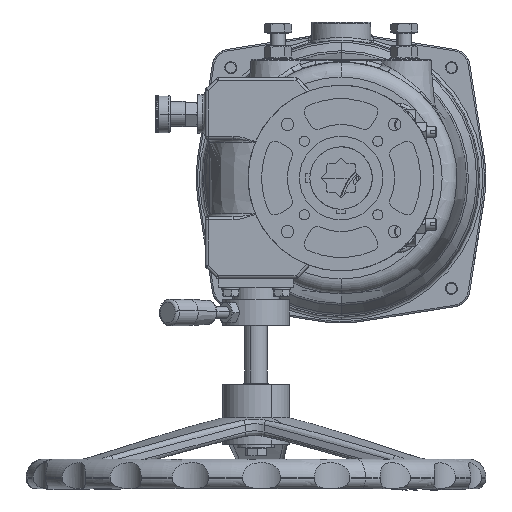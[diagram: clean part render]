
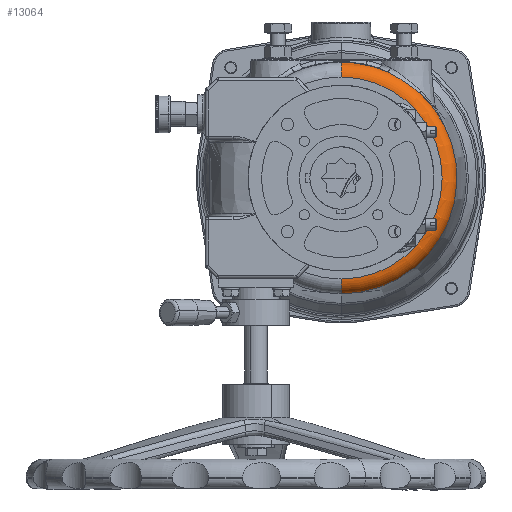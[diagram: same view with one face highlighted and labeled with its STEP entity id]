
A CAD part, front view. The second image highlights one B-rep face of the part: STEP entity #13064.
In plain terms, the highlighted toroidal (fillet/blend) face has major radius 68.002 mm and minor radius 10 mm.
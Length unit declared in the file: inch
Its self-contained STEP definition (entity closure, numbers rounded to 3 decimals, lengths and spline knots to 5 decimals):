
#541 = CARTESIAN_POINT ( 'NONE',  ( 5.08753, 1.11555, 6.78838 ) ) ;
#3141 = VERTEX_POINT ( 'NONE', #49722 ) ;
#3189 = ORIENTED_EDGE ( 'NONE', *, *, #31656, .F. ) ;
#3535 = CARTESIAN_POINT ( 'NONE',  ( 6.37303, 1.45391, 6.89637 ) ) ;
#3564 = ORIENTED_EDGE ( 'NONE', *, *, #98789, .T. ) ;
#3964 = CIRCLE ( 'NONE', #100111, 3.07039 ) ;
#4027 = CARTESIAN_POINT ( 'NONE',  ( 6.91623, 1.39833, 6.55882 ) ) ;
#5290 = CARTESIAN_POINT ( 'NONE',  ( 5.08753, 1.50925, 4.11115 ) ) ;
#6315 = DIRECTION ( 'NONE',  ( 0., 0., 1. ) ) ;
#9061 = AXIS2_PLACEMENT_3D ( 'NONE', #61041, #99313, #14034 ) ;
#10438 = CARTESIAN_POINT ( 'NONE',  ( 5.08753, 1.50925, 1.43392 ) ) ;
#10688 = CARTESIAN_POINT ( 'NONE',  ( 6.33433, 1.46961, 6.91623 ) ) ;
#11184 = CARTESIAN_POINT ( 'NONE',  ( 6.29555, 1.48865, 6.93391 ) ) ;
#12887 = EDGE_CURVE ( 'NONE', #84859, #61010, #75918, .T. ) ;
#13064 = ADVANCED_FACE ( 'NONE', ( #45019 ), #67837, .T. ) ;
#14034 = DIRECTION ( 'NONE',  ( 0., 0., 1. ) ) ;
#14506 = DIRECTION ( 'NONE',  ( 0., 0., -1. ) ) ;
#15991 = EDGE_LOOP ( 'NONE', ( #3189, #21341, #3564, #21917, #18351, #53874 ) ) ;
#18302 = CARTESIAN_POINT ( 'NONE',  ( 7.06413, 1.43149, 6.45355 ) ) ;
#18351 = ORIENTED_EDGE ( 'NONE', *, *, #94364, .T. ) ;
#19309 = CARTESIAN_POINT ( 'NONE',  ( 6.62674, 1.39258, 6.74813 ) ) ;
#19819 = CARTESIAN_POINT ( 'NONE',  ( 6.56812, 1.40101, 6.78437 ) ) ;
#21341 = ORIENTED_EDGE ( 'NONE', *, *, #91580, .T. ) ;
#21917 = ORIENTED_EDGE ( 'NONE', *, *, #30991, .T. ) ;
#22443 = CIRCLE ( 'NONE', #64936, 0.3937 ) ;
#24288 = VERTEX_POINT ( 'NONE', #78956 ) ;
#27894 = CARTESIAN_POINT ( 'NONE',  ( 6.45069, 1.42761, 6.85401 ) ) ;
#28243 = DIRECTION ( 'NONE',  ( 0., 0., 1. ) ) ;
#28385 = CARTESIAN_POINT ( 'NONE',  ( 6.72389, 1.38531, 6.68651 ) ) ;
#28906 = DIRECTION ( 'NONE',  ( 0., 0., 1. ) ) ;
#29762 = CARTESIAN_POINT ( 'NONE',  ( 5.08753, 1.50925, 6.78838 ) ) ;
#30991 = EDGE_CURVE ( 'NONE', #3141, #24288, #84701, .T. ) ;
#31656 = EDGE_CURVE ( 'NONE', #35848, #84859, #92989, .T. ) ;
#34618 = CARTESIAN_POINT ( 'NONE',  ( 7.19885, 1.48865, 6.34041 ) ) ;
#35848 = VERTEX_POINT ( 'NONE', #54901 ) ;
#36372 = DIRECTION ( 'NONE',  ( 0., -1., 0. ) ) ;
#37154 = CARTESIAN_POINT ( 'NONE',  ( 5.08753, 1.48865, 4.11115 ) ) ;
#40587 = CARTESIAN_POINT ( 'NONE',  ( 5.08753, 1.11555, 1.43392 ) ) ;
#45019 = FACE_OUTER_BOUND ( 'NONE', #15991, .T. ) ;
#49722 = CARTESIAN_POINT ( 'NONE',  ( 6.29555, 1.48865, 6.93391 ) ) ;
#50931 = CARTESIAN_POINT ( 'NONE',  ( 6.95387, 1.40515, 6.53276 ) ) ;
#52177 = AXIS2_PLACEMENT_3D ( 'NONE', #10438, #95750, #96230 ) ;
#52832 = CARTESIAN_POINT ( 'NONE',  ( 5.08753, 1.48865, 4.11115 ) ) ;
#53485 = DIRECTION ( 'NONE',  ( 0., -1., 0. ) ) ;
#53874 = ORIENTED_EDGE ( 'NONE', *, *, #12887, .F. ) ;
#54901 = CARTESIAN_POINT ( 'NONE',  ( 5.08753, 1.48865, 1.04076 ) ) ;
#56993 = AXIS2_PLACEMENT_3D ( 'NONE', #52832, #67162, #28243 ) ;
#57663 = CARTESIAN_POINT ( 'NONE',  ( 6.83965, 1.38887, 6.61066 ) ) ;
#59356 = B_SPLINE_CURVE_WITH_KNOTS ( 'NONE', 3,
 ( #34618, #81210, #18302, #50931, #4027, #57663, #73024, #28385, #80704, #19309, #82676, #19819, #97923, #65354, #27894, #3535, #10688, #11184 ),
 .UNSPECIFIED., .F., .F.,
 ( 4, 2, 2, 2, 2, 2, 2, 2, 4 ),
 ( 0., 0.00702, 0.01053, 0.01403, 0.01754, 0.0193, 0.02105, 0.02456, 0.02807 ),
 .UNSPECIFIED. ) ;
#59689 = AXIS2_PLACEMENT_3D ( 'NONE', #5290, #36372, #6315 ) ;
#61010 = VERTEX_POINT ( 'NONE', #541 ) ;
#61041 = CARTESIAN_POINT ( 'NONE',  ( 5.08753, 1.11555, 4.11115 ) ) ;
#61228 = VERTEX_POINT ( 'NONE', #91796 ) ;
#64936 = AXIS2_PLACEMENT_3D ( 'NONE', #29762, #100774, #14506 ) ;
#65354 = CARTESIAN_POINT ( 'NONE',  ( 6.48964, 1.41704, 6.83148 ) ) ;
#67162 = DIRECTION ( 'NONE',  ( 0., -1., 0. ) ) ;
#67837 = TOROIDAL_SURFACE ( 'NONE', #59689, 2.67723, 0.3937 ) ;
#73024 = CARTESIAN_POINT ( 'NONE',  ( 6.80115, 1.38628, 6.63615 ) ) ;
#75918 = CIRCLE ( 'NONE', #9061, 2.67723 ) ;
#78956 = CARTESIAN_POINT ( 'NONE',  ( 5.08753, 1.48865, 7.18154 ) ) ;
#80704 = CARTESIAN_POINT ( 'NONE',  ( 6.68513, 1.38692, 6.71138 ) ) ;
#81210 = CARTESIAN_POINT ( 'NONE',  ( 7.1342, 1.45705, 6.39936 ) ) ;
#82676 = CARTESIAN_POINT ( 'NONE',  ( 6.60724, 1.39502, 6.76029 ) ) ;
#84701 = CIRCLE ( 'NONE', #56993, 3.07039 ) ;
#84859 = VERTEX_POINT ( 'NONE', #40587 ) ;
#91580 = EDGE_CURVE ( 'NONE', #35848, #61228, #3964, .T. ) ;
#91796 = CARTESIAN_POINT ( 'NONE',  ( 7.19885, 1.48865, 6.34041 ) ) ;
#92989 = CIRCLE ( 'NONE', #52177, 0.3937 ) ;
#94364 = EDGE_CURVE ( 'NONE', #24288, #61010, #22443, .T. ) ;
#95750 = DIRECTION ( 'NONE',  ( -1., 0., 0. ) ) ;
#96230 = DIRECTION ( 'NONE',  ( 0., 0., 1. ) ) ;
#97923 = CARTESIAN_POINT ( 'NONE',  ( 6.54845, 1.40459, 6.79632 ) ) ;
#98789 = EDGE_CURVE ( 'NONE', #61228, #3141, #59356, .T. ) ;
#99313 = DIRECTION ( 'NONE',  ( 0., -1., 0. ) ) ;
#100111 = AXIS2_PLACEMENT_3D ( 'NONE', #37154, #53485, #28906 ) ;
#100774 = DIRECTION ( 'NONE',  ( 1., 0., 0. ) ) ;
